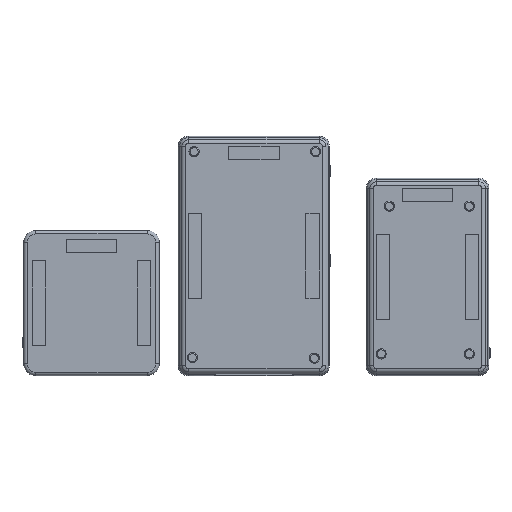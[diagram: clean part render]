
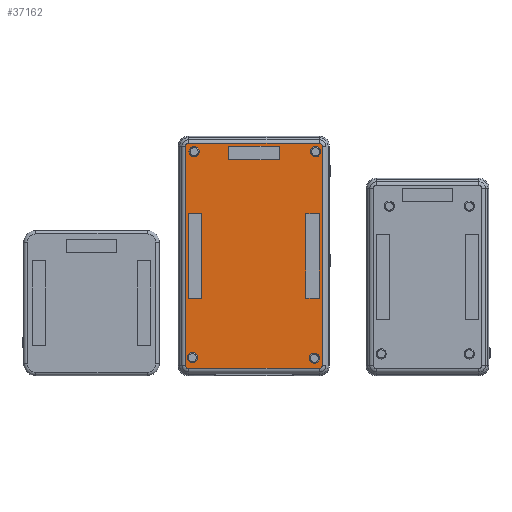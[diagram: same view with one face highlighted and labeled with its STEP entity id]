
A CAD part, top view. The second image highlights one B-rep face of the part: STEP entity #37162.
In plain terms, the highlighted planar face has unit normal (0, 0, 1).
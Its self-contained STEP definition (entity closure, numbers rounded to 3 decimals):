
#31734=DIRECTION('',(0.,-1.,0.));
#31735=VECTOR('',#31734,4.);
#31736=CARTESIAN_POINT('',(6.483,1.735,16.));
#31737=LINE('',#31736,#31735);
#31741=DIRECTION('',(1.,0.,0.));
#31742=VECTOR('',#31741,15.);
#31743=CARTESIAN_POINT('',(6.483,-2.265,16.));
#31744=LINE('',#31743,#31742);
#31748=DIRECTION('',(0.,1.,0.));
#31749=VECTOR('',#31748,4.);
#31750=CARTESIAN_POINT('',(21.483,-2.265,16.));
#31751=LINE('',#31750,#31749);
#31755=DIRECTION('',(-1.,0.,0.));
#31756=VECTOR('',#31755,15.);
#31757=CARTESIAN_POINT('',(21.483,1.735,16.));
#31758=LINE('',#31757,#31756);
#31762=DIRECTION('',(0.,-1.,0.));
#31763=VECTOR('',#31762,25.);
#31764=CARTESIAN_POINT('',(-5.401,-18.196,16.));
#31765=LINE('',#31764,#31763);
#31769=DIRECTION('',(1.,0.,0.));
#31770=VECTOR('',#31769,4.);
#31771=CARTESIAN_POINT('',(-5.401,-43.196,16.));
#31772=LINE('',#31771,#31770);
#31776=DIRECTION('',(0.,1.,0.));
#31777=VECTOR('',#31776,25.);
#31778=CARTESIAN_POINT('',(-1.401,-43.196,16.));
#31779=LINE('',#31778,#31777);
#31783=DIRECTION('',(-1.,0.,0.));
#31784=VECTOR('',#31783,4.);
#31785=CARTESIAN_POINT('',(-1.401,-18.196,16.));
#31786=LINE('',#31785,#31784);
#31790=DIRECTION('',(-1.,0.,0.));
#31791=VECTOR('',#31790,4.);
#31792=CARTESIAN_POINT('',(33.366,-18.196,16.));
#31793=LINE('',#31792,#31791);
#31797=DIRECTION('',(0.,-1.,0.));
#31798=VECTOR('',#31797,25.);
#31799=CARTESIAN_POINT('',(29.366,-18.196,16.));
#31800=LINE('',#31799,#31798);
#31804=DIRECTION('',(1.,0.,0.));
#31805=VECTOR('',#31804,4.);
#31806=CARTESIAN_POINT('',(29.366,-43.196,16.));
#31807=LINE('',#31806,#31805);
#31811=DIRECTION('',(0.,1.,0.));
#31812=VECTOR('',#31811,25.);
#31813=CARTESIAN_POINT('',(33.366,-43.196,16.));
#31814=LINE('',#31813,#31812);
#31818=CARTESIAN_POINT('',(33.366,-63.127,16.));
#31819=DIRECTION('',(0.,0.,1.));
#31820=DIRECTION('',(0.,-1.,0.));
#31821=AXIS2_PLACEMENT_3D('',#31818,#31819,#31820);
#31826=DIRECTION('',(1.,0.,0.));
#31827=VECTOR('',#31826,38.767);
#31828=CARTESIAN_POINT('',(-5.401,-64.006,16.));
#31829=LINE('',#31828,#31827);
#31833=CARTESIAN_POINT('',(-5.401,-63.127,16.));
#31834=DIRECTION('',(0.,0.,1.));
#31835=DIRECTION('',(-1.,0.,0.));
#31836=AXIS2_PLACEMENT_3D('',#31833,#31834,#31835);
#31841=DIRECTION('',(0.,-1.,0.));
#31842=VECTOR('',#31841,64.862);
#31843=CARTESIAN_POINT('',(-6.279,1.735,16.));
#31844=LINE('',#31843,#31842);
#31848=CARTESIAN_POINT('',(-5.401,1.735,16.));
#31849=DIRECTION('',(0.,0.,1.));
#31850=DIRECTION('',(0.,1.,0.));
#31851=AXIS2_PLACEMENT_3D('',#31848,#31849,#31850);
#31856=DIRECTION('',(-1.,0.,0.));
#31857=VECTOR('',#31856,38.767);
#31858=CARTESIAN_POINT('',(33.366,2.614,16.));
#31859=LINE('',#31858,#31857);
#31863=CARTESIAN_POINT('',(33.366,1.735,16.));
#31864=DIRECTION('',(0.,0.,1.));
#31865=DIRECTION('',(1.,0.,0.));
#31866=AXIS2_PLACEMENT_3D('',#31863,#31864,#31865);
#31871=DIRECTION('',(0.,1.,0.));
#31872=VECTOR('',#31871,64.862);
#31873=CARTESIAN_POINT('',(34.245,-63.127,16.));
#31874=LINE('',#31873,#31872);
#31878=CARTESIAN_POINT('',(-3.746,0.169,16.));
#31879=DIRECTION('',(0.,0.,1.));
#31880=DIRECTION('',(1.,0.,0.));
#31881=AXIS2_PLACEMENT_3D('',#31878,#31879,#31880);
#31886=CARTESIAN_POINT('',(-3.746,0.169,16.));
#31887=DIRECTION('',(0.,0.,1.));
#31888=DIRECTION('',(-1.,0.,0.));
#31889=AXIS2_PLACEMENT_3D('',#31886,#31887,#31888);
#31894=CARTESIAN_POINT('',(32.246,0.169,16.));
#31895=DIRECTION('',(0.,0.,1.));
#31896=DIRECTION('',(1.,0.,0.));
#31897=AXIS2_PLACEMENT_3D('',#31894,#31895,#31896);
#31902=CARTESIAN_POINT('',(32.246,0.169,16.));
#31903=DIRECTION('',(0.,0.,1.));
#31904=DIRECTION('',(-1.,0.,0.));
#31905=AXIS2_PLACEMENT_3D('',#31902,#31903,#31904);
#31910=CARTESIAN_POINT('',(31.89,-60.994,16.));
#31911=DIRECTION('',(0.,0.,1.));
#31912=DIRECTION('',(1.,0.,0.));
#31913=AXIS2_PLACEMENT_3D('',#31910,#31911,#31912);
#31918=CARTESIAN_POINT('',(31.89,-60.994,16.));
#31919=DIRECTION('',(0.,0.,1.));
#31920=DIRECTION('',(-1.,0.,0.));
#31921=AXIS2_PLACEMENT_3D('',#31918,#31919,#31920);
#31926=CARTESIAN_POINT('',(-4.228,-60.791,16.));
#31927=DIRECTION('',(0.,0.,1.));
#31928=DIRECTION('',(1.,0.,0.));
#31929=AXIS2_PLACEMENT_3D('',#31926,#31927,#31928);
#31934=CARTESIAN_POINT('',(-4.228,-60.791,16.));
#31935=DIRECTION('',(0.,0.,1.));
#31936=DIRECTION('',(-1.,0.,0.));
#31937=AXIS2_PLACEMENT_3D('',#31934,#31935,#31936);
#33309=CARTESIAN_POINT('',(6.483,1.735,16.));
#33310=VERTEX_POINT('',#33309);
#33311=CARTESIAN_POINT('',(6.483,-2.265,16.));
#33312=VERTEX_POINT('',#33311);
#33313=CARTESIAN_POINT('',(21.483,-2.265,16.));
#33314=VERTEX_POINT('',#33313);
#33315=CARTESIAN_POINT('',(21.483,1.735,16.));
#33316=VERTEX_POINT('',#33315);
#33317=CARTESIAN_POINT('',(-5.401,-18.196,16.));
#33318=VERTEX_POINT('',#33317);
#33319=CARTESIAN_POINT('',(-5.401,-43.196,16.));
#33320=VERTEX_POINT('',#33319);
#33321=CARTESIAN_POINT('',(-1.401,-43.196,16.));
#33322=VERTEX_POINT('',#33321);
#33323=CARTESIAN_POINT('',(-1.401,-18.196,16.));
#33324=VERTEX_POINT('',#33323);
#33325=CARTESIAN_POINT('',(33.366,-18.196,16.));
#33326=VERTEX_POINT('',#33325);
#33327=CARTESIAN_POINT('',(29.366,-18.196,16.));
#33328=VERTEX_POINT('',#33327);
#33329=CARTESIAN_POINT('',(29.366,-43.196,16.));
#33330=VERTEX_POINT('',#33329);
#33331=CARTESIAN_POINT('',(33.366,-43.196,16.));
#33332=VERTEX_POINT('',#33331);
#33341=CARTESIAN_POINT('',(33.366,-64.006,16.));
#33342=CARTESIAN_POINT('',(34.245,-63.127,16.));
#33343=VERTEX_POINT('',#33341);
#33344=VERTEX_POINT('',#33342);
#33381=CARTESIAN_POINT('',(-6.279,1.735,16.));
#33382=CARTESIAN_POINT('',(-6.279,-63.127,16.));
#33383=VERTEX_POINT('',#33381);
#33384=VERTEX_POINT('',#33382);
#33389=CARTESIAN_POINT('',(-5.401,-64.006,16.));
#33390=VERTEX_POINT('',#33389);
#33393=CARTESIAN_POINT('',(34.245,1.735,16.));
#33394=VERTEX_POINT('',#33393);
#33397=CARTESIAN_POINT('',(33.366,2.614,16.));
#33398=VERTEX_POINT('',#33397);
#33401=CARTESIAN_POINT('',(-5.401,2.614,16.));
#33402=VERTEX_POINT('',#33401);
#33663=CARTESIAN_POINT('',(-2.246,0.169,16.));
#33664=CARTESIAN_POINT('',(-5.246,0.169,16.));
#33665=VERTEX_POINT('',#33663);
#33666=VERTEX_POINT('',#33664);
#33671=CARTESIAN_POINT('',(33.746,0.169,16.));
#33672=CARTESIAN_POINT('',(30.746,0.169,16.));
#33673=VERTEX_POINT('',#33671);
#33674=VERTEX_POINT('',#33672);
#33679=CARTESIAN_POINT('',(33.39,-60.994,16.));
#33680=CARTESIAN_POINT('',(30.39,-60.994,16.));
#33681=VERTEX_POINT('',#33679);
#33682=VERTEX_POINT('',#33680);
#33687=CARTESIAN_POINT('',(-2.728,-60.791,16.));
#33688=CARTESIAN_POINT('',(-5.728,-60.791,16.));
#33689=VERTEX_POINT('',#33687);
#33690=VERTEX_POINT('',#33688);
#37086=CARTESIAN_POINT('',(0.,0.,16.));
#37087=DIRECTION('',(0.,0.,1.));
#37088=DIRECTION('',(1.,0.,0.));
#37089=AXIS2_PLACEMENT_3D('',#37086,#37087,#37088);
#37090=PLANE('',#37089);
#37092=ORIENTED_EDGE('',*,*,#37091,.F.);
#37094=ORIENTED_EDGE('',*,*,#37093,.F.);
#37095=ORIENTED_EDGE('',*,*,#37069,.F.);
#37097=ORIENTED_EDGE('',*,*,#37096,.F.);
#37099=ORIENTED_EDGE('',*,*,#37098,.F.);
#37101=ORIENTED_EDGE('',*,*,#37100,.F.);
#37103=ORIENTED_EDGE('',*,*,#37102,.F.);
#37105=ORIENTED_EDGE('',*,*,#37104,.F.);
#37106=EDGE_LOOP('',(#37092,#37094,#37095,#37097,#37099,#37101,#37103,#37105));
#37107=FACE_OUTER_BOUND('',#37106,.F.);
#37109=ORIENTED_EDGE('',*,*,#37108,.T.);
#37111=ORIENTED_EDGE('',*,*,#37110,.T.);
#37113=ORIENTED_EDGE('',*,*,#37112,.T.);
#37115=ORIENTED_EDGE('',*,*,#37114,.T.);
#37116=EDGE_LOOP('',(#37109,#37111,#37113,#37115));
#37117=FACE_BOUND('',#37116,.F.);
#37119=ORIENTED_EDGE('',*,*,#37118,.T.);
#37121=ORIENTED_EDGE('',*,*,#37120,.T.);
#37123=ORIENTED_EDGE('',*,*,#37122,.T.);
#37125=ORIENTED_EDGE('',*,*,#37124,.T.);
#37126=EDGE_LOOP('',(#37119,#37121,#37123,#37125));
#37127=FACE_BOUND('',#37126,.F.);
#37129=ORIENTED_EDGE('',*,*,#37128,.T.);
#37131=ORIENTED_EDGE('',*,*,#37130,.T.);
#37133=ORIENTED_EDGE('',*,*,#37132,.T.);
#37135=ORIENTED_EDGE('',*,*,#37134,.T.);
#37136=EDGE_LOOP('',(#37129,#37131,#37133,#37135));
#37137=FACE_BOUND('',#37136,.F.);
#37139=ORIENTED_EDGE('',*,*,#37138,.T.);
#37141=ORIENTED_EDGE('',*,*,#37140,.T.);
#37142=EDGE_LOOP('',(#37139,#37141));
#37143=FACE_BOUND('',#37142,.F.);
#37145=ORIENTED_EDGE('',*,*,#37144,.T.);
#37147=ORIENTED_EDGE('',*,*,#37146,.T.);
#37148=EDGE_LOOP('',(#37145,#37147));
#37149=FACE_BOUND('',#37148,.F.);
#37151=ORIENTED_EDGE('',*,*,#37150,.T.);
#37153=ORIENTED_EDGE('',*,*,#37152,.T.);
#37154=EDGE_LOOP('',(#37151,#37153));
#37155=FACE_BOUND('',#37154,.F.);
#37157=ORIENTED_EDGE('',*,*,#37156,.T.);
#37159=ORIENTED_EDGE('',*,*,#37158,.T.);
#37160=EDGE_LOOP('',(#37157,#37159));
#37161=FACE_BOUND('',#37160,.F.);
#37162=ADVANCED_FACE('',(#37107,#37117,#37127,#37137,#37143,#37149,#37155,
#37161),#37090,.T.);
#31822=CIRCLE('',#31821,0.879);
#31837=CIRCLE('',#31836,0.879);
#31852=CIRCLE('',#31851,0.879);
#31867=CIRCLE('',#31866,0.879);
#31882=CIRCLE('',#31881,1.5);
#31890=CIRCLE('',#31889,1.5);
#31898=CIRCLE('',#31897,1.5);
#31906=CIRCLE('',#31905,1.5);
#31914=CIRCLE('',#31913,1.5);
#31922=CIRCLE('',#31921,1.5);
#31930=CIRCLE('',#31929,1.5);
#31938=CIRCLE('',#31937,1.5);
#37069=EDGE_CURVE('',#33384,#33390,#31837,.T.);
#37091=EDGE_CURVE('',#33343,#33344,#31822,.T.);
#37093=EDGE_CURVE('',#33390,#33343,#31829,.T.);
#37096=EDGE_CURVE('',#33383,#33384,#31844,.T.);
#37098=EDGE_CURVE('',#33402,#33383,#31852,.T.);
#37100=EDGE_CURVE('',#33398,#33402,#31859,.T.);
#37102=EDGE_CURVE('',#33394,#33398,#31867,.T.);
#37104=EDGE_CURVE('',#33344,#33394,#31874,.T.);
#37108=EDGE_CURVE('',#33318,#33320,#31765,.T.);
#37110=EDGE_CURVE('',#33320,#33322,#31772,.T.);
#37112=EDGE_CURVE('',#33322,#33324,#31779,.T.);
#37114=EDGE_CURVE('',#33324,#33318,#31786,.T.);
#37118=EDGE_CURVE('',#33326,#33328,#31793,.T.);
#37120=EDGE_CURVE('',#33328,#33330,#31800,.T.);
#37122=EDGE_CURVE('',#33330,#33332,#31807,.T.);
#37124=EDGE_CURVE('',#33332,#33326,#31814,.T.);
#37128=EDGE_CURVE('',#33310,#33312,#31737,.T.);
#37130=EDGE_CURVE('',#33312,#33314,#31744,.T.);
#37132=EDGE_CURVE('',#33314,#33316,#31751,.T.);
#37134=EDGE_CURVE('',#33316,#33310,#31758,.T.);
#37138=EDGE_CURVE('',#33665,#33666,#31882,.T.);
#37140=EDGE_CURVE('',#33666,#33665,#31890,.T.);
#37144=EDGE_CURVE('',#33673,#33674,#31898,.T.);
#37146=EDGE_CURVE('',#33674,#33673,#31906,.T.);
#37150=EDGE_CURVE('',#33681,#33682,#31914,.T.);
#37152=EDGE_CURVE('',#33682,#33681,#31922,.T.);
#37156=EDGE_CURVE('',#33689,#33690,#31930,.T.);
#37158=EDGE_CURVE('',#33690,#33689,#31938,.T.);
